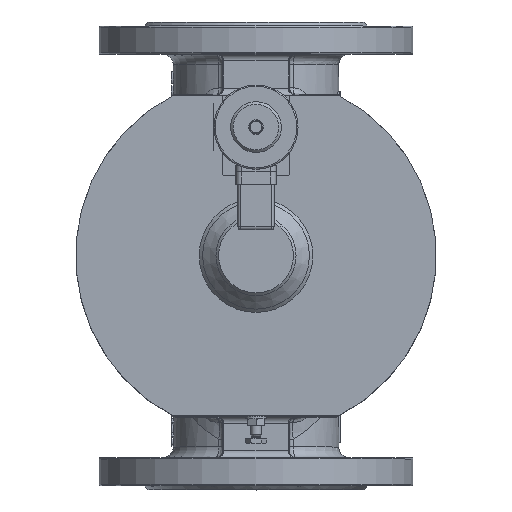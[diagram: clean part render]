
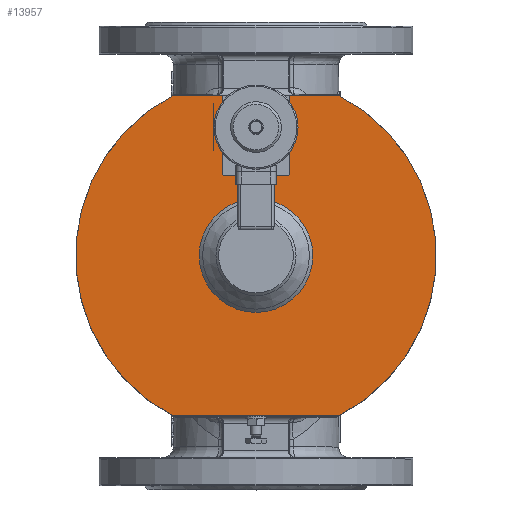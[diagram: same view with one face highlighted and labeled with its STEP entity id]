
A CAD part, top view. The second image highlights one B-rep face of the part: STEP entity #13957.
In plain terms, the highlighted planar face has unit normal (0, 0, 1).
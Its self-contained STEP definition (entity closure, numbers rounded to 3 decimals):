
#1847=LINE('',#78928,#2565);
#1849=LINE('',#78931,#2567);
#1852=LINE('',#78935,#2570);
#1853=LINE('',#78941,#2571);
#1854=LINE('',#78943,#2572);
#1855=LINE('',#78945,#2573);
#1856=LINE('',#78947,#2574);
#1857=LINE('',#78949,#2575);
#1858=LINE('',#78951,#2576);
#1859=LINE('',#78952,#2577);
#2565=VECTOR('',#17155,37.847);
#2567=VECTOR('',#17157,37.847);
#2570=VECTOR('',#17162,123.693);
#2571=VECTOR('',#17169,1.414);
#2572=VECTOR('',#17170,1.414);
#2573=VECTOR('',#17171,58.);
#2574=VECTOR('',#17172,1.414);
#2575=VECTOR('',#17173,48.);
#2576=VECTOR('',#17174,1.414);
#2577=VECTOR('',#17175,58.);
#2886=FACE_BOUND('',#4463,.T.);
#3578=FACE_OUTER_BOUND('',#4462,.T.);
#4462=EDGE_LOOP('',(#11653,#11654,#11655,#11656,#11657,#11658,#11659,#11660,
#11661,#11662,#11663,#11664));
#4463=EDGE_LOOP('',(#11665,#11666));
#4703=CIRCLE('',#14237,42.5);
#4704=CIRCLE('',#14238,42.5);
#4939=CIRCLE('',#14821,135.);
#4944=CIRCLE('',#14827,135.);
#5175=VERTEX_POINT('',#18237);
#5176=VERTEX_POINT('',#18238);
#6129=VERTEX_POINT('',#78906);
#6130=VERTEX_POINT('',#78908);
#6132=VERTEX_POINT('',#78915);
#6135=VERTEX_POINT('',#78921);
#6136=VERTEX_POINT('',#78927);
#6137=VERTEX_POINT('',#78929);
#6139=VERTEX_POINT('',#78940);
#6140=VERTEX_POINT('',#78942);
#6141=VERTEX_POINT('',#78944);
#6142=VERTEX_POINT('',#78946);
#6143=VERTEX_POINT('',#78948);
#6144=VERTEX_POINT('',#78950);
#6506=EDGE_CURVE('',#5175,#5176,#4703,.T.);
#6507=EDGE_CURVE('',#5176,#5175,#4704,.T.);
#7993=EDGE_CURVE('',#6130,#6129,#4939,.T.);
#8001=EDGE_CURVE('',#6132,#6135,#4944,.T.);
#8004=EDGE_CURVE('',#6136,#6130,#1847,.T.);
#8006=EDGE_CURVE('',#6135,#6137,#1849,.T.);
#8009=EDGE_CURVE('',#6129,#6132,#1852,.T.);
#8011=EDGE_CURVE('',#6139,#6136,#1853,.T.);
#8012=EDGE_CURVE('',#6137,#6140,#1854,.T.);
#8013=EDGE_CURVE('',#6140,#6141,#1855,.T.);
#8014=EDGE_CURVE('',#6141,#6142,#1856,.T.);
#8015=EDGE_CURVE('',#6142,#6143,#1857,.T.);
#8016=EDGE_CURVE('',#6143,#6144,#1858,.T.);
#8017=EDGE_CURVE('',#6144,#6139,#1859,.T.);
#11653=ORIENTED_EDGE('',*,*,#8011,.T.);
#11654=ORIENTED_EDGE('',*,*,#8004,.T.);
#11655=ORIENTED_EDGE('',*,*,#7993,.T.);
#11656=ORIENTED_EDGE('',*,*,#8009,.T.);
#11657=ORIENTED_EDGE('',*,*,#8001,.T.);
#11658=ORIENTED_EDGE('',*,*,#8006,.T.);
#11659=ORIENTED_EDGE('',*,*,#8012,.T.);
#11660=ORIENTED_EDGE('',*,*,#8013,.T.);
#11661=ORIENTED_EDGE('',*,*,#8014,.T.);
#11662=ORIENTED_EDGE('',*,*,#8015,.T.);
#11663=ORIENTED_EDGE('',*,*,#8016,.T.);
#11664=ORIENTED_EDGE('',*,*,#8017,.T.);
#11665=ORIENTED_EDGE('',*,*,#6507,.F.);
#11666=ORIENTED_EDGE('',*,*,#6506,.F.);
#12445=PLANE('',#14832);
#13957=ADVANCED_FACE('',(#3578,#2886),#12445,.T.);
#14237=AXIS2_PLACEMENT_3D('',#18239,#15465,#15466);
#14238=AXIS2_PLACEMENT_3D('',#18240,#15467,#15468);
#14821=AXIS2_PLACEMENT_3D('',#78909,#17134,#17135);
#14827=AXIS2_PLACEMENT_3D('',#78923,#17149,#17150);
#14832=AXIS2_PLACEMENT_3D('',#78939,#17167,#17168);
#15465=DIRECTION('center_axis',(0.,0.,1.));
#15466=DIRECTION('ref_axis',(0.,-1.,0.));
#15467=DIRECTION('center_axis',(0.,0.,1.));
#15468=DIRECTION('ref_axis',(0.,-1.,0.));
#17134=DIRECTION('center_axis',(0.,0.,1.));
#17135=DIRECTION('ref_axis',(0.,-1.,0.));
#17149=DIRECTION('center_axis',(0.,0.,1.));
#17150=DIRECTION('ref_axis',(0.,-1.,0.));
#17155=DIRECTION('',(-1.,0.,0.));
#17157=DIRECTION('',(-1.,0.,0.));
#17162=DIRECTION('',(1.,0.,0.));
#17167=DIRECTION('center_axis',(0.,0.,1.));
#17168=DIRECTION('ref_axis',(1.,0.,0.));
#17169=DIRECTION('',(0.707,0.707,0.));
#17170=DIRECTION('',(0.707,-0.707,0.));
#17171=DIRECTION('',(0.,-1.,0.));
#17172=DIRECTION('',(-0.707,-0.707,0.));
#17173=DIRECTION('',(-1.,0.,0.));
#17174=DIRECTION('',(-0.707,0.707,0.));
#17175=DIRECTION('',(0.,1.,0.));
#18237=CARTESIAN_POINT('',(0.,-42.5,145.));
#18238=CARTESIAN_POINT('',(0.,42.5,145.));
#18239=CARTESIAN_POINT('Origin',(0.,0.,145.));
#18240=CARTESIAN_POINT('Origin',(0.,0.,145.));
#78906=CARTESIAN_POINT('',(-61.847,-120.,145.));
#78908=CARTESIAN_POINT('',(-61.847,120.,145.));
#78909=CARTESIAN_POINT('Origin',(0.,0.,145.));
#78915=CARTESIAN_POINT('',(61.847,-120.,145.));
#78921=CARTESIAN_POINT('',(61.847,120.,145.));
#78923=CARTESIAN_POINT('Origin',(0.,0.,145.));
#78927=CARTESIAN_POINT('',(-24.,120.,145.));
#78928=CARTESIAN_POINT('',(-39.973,120.,145.));
#78929=CARTESIAN_POINT('',(24.,120.,145.));
#78931=CARTESIAN_POINT('',(-39.973,120.,145.));
#78935=CARTESIAN_POINT('',(39.973,-120.,145.));
#78939=CARTESIAN_POINT('Origin',(0.,-87.5,145.));
#78940=CARTESIAN_POINT('',(-25.,119.,145.));
#78941=CARTESIAN_POINT('',(-70.125,73.875,145.));
#78942=CARTESIAN_POINT('',(25.,119.,145.));
#78943=CARTESIAN_POINT('',(70.125,73.875,145.));
#78944=CARTESIAN_POINT('',(25.,61.,145.));
#78945=CARTESIAN_POINT('',(25.,16.25,145.));
#78946=CARTESIAN_POINT('',(24.,60.,145.));
#78947=CARTESIAN_POINT('',(-18.625,17.375,145.));
#78948=CARTESIAN_POINT('',(-24.,60.,145.));
#78949=CARTESIAN_POINT('',(12.5,60.,145.));
#78950=CARTESIAN_POINT('',(-25.,61.,145.));
#78951=CARTESIAN_POINT('',(18.625,17.375,145.));
#78952=CARTESIAN_POINT('',(-25.,-13.75,145.));
